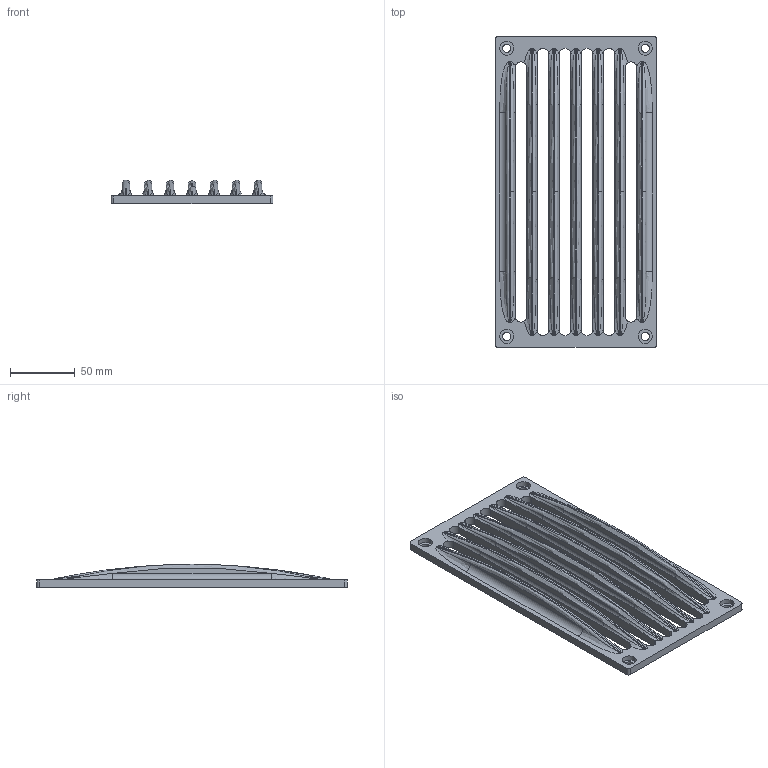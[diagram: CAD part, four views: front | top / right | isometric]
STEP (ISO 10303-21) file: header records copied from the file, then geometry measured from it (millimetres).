
FILE_DESCRIPTION (( 'STEP AP203' ), '1' );
FILE_NAME ('Constanzo.STEP', '2020-07-15T14:50:42', ( '' ), ( '' ), 'SwSTEP 2.0', 'SolidWorks 2018', '' );
FILE_SCHEMA (( 'CONFIG_CONTROL_DESIGN' ));
Length unit declared in the file: millimetre
Products named in the file (1): Constanzo
Bounding box: 125 x 240 x 18 mm (x, y, z)
Volume: 185518.9 mm3; surface area: 76160.7 mm2
Topology: 1 solids, 1 shells, 152 faces, 396 edges, 245 vertices
Faces by surface type: cylinder 68, plane 36, bspline 28, torus 20
Entity records: 8198 total; most frequent: CARTESIAN_POINT 4512, ORIENTED_EDGE 792, DIRECTION 725, EDGE_CURVE 396, AXIS2_PLACEMENT_3D 292, VERTEX_POINT 245, EDGE_LOOP 171, CIRCLE 167
